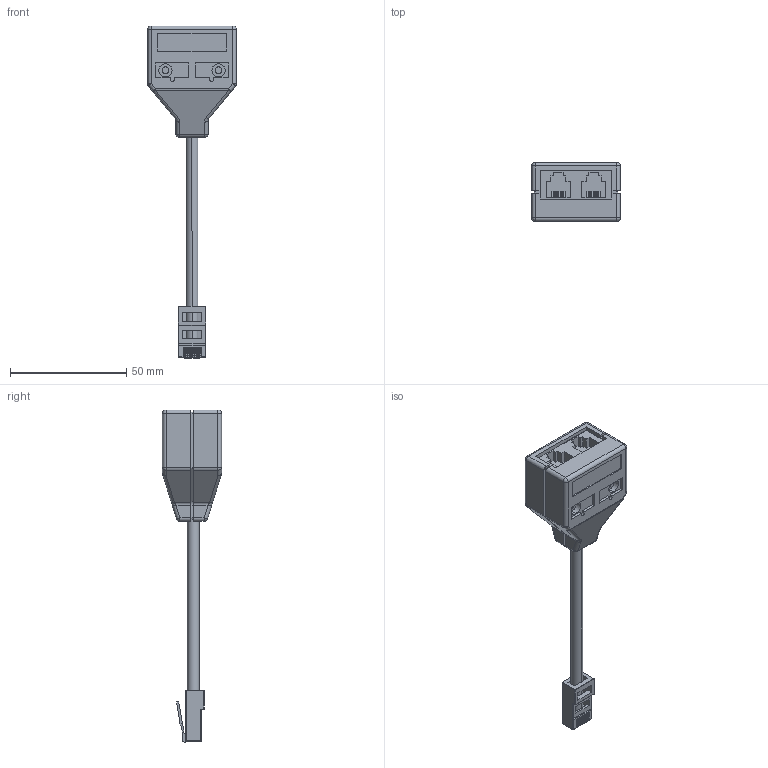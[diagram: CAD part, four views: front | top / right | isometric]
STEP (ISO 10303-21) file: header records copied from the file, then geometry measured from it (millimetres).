
FILE_DESCRIPTION (( 'STEP AP203' ), '1' );
FILE_NAME ('ECS203-1.STEP', '2006-06-23T19:34:01', ( 'lcom' ), ( 'lcom' ), 'SwSTEP 2.0', 'SolidWorks 2006004', '' );
FILE_SCHEMA (( 'CONFIG_CONTROL_DESIGN' ));
Length unit declared in the file: inch
Products named in the file (6): ECS203-1; 3AB08-009; TSP3088R-PROD; TFC2004-PROD_5" long; 3AB10-007; 3AB10-006
Assembly tree (5 placements, depth 2):
  ECS203-1
    TFC2004-PROD_5" long
    TSP3088R-PROD
    3AB10-007
    3AB10-006
    3AB08-009
Bounding box: 38.1 x 25.4 x 142.75 mm (x, y, z)
Volume: 17063.9 mm3; surface area: 18571.7 mm2
Topology: 5 solids, 5 shells, 540 faces, 1401 edges, 888 vertices
Faces by surface type: plane 351, cylinder 114, bspline 47, sphere 26, torus 2
Entity records: 21573 total; most frequent: CARTESIAN_POINT 7972, ORIENTED_EDGE 2758, DIRECTION 2529, EDGE_CURVE 1379, VECTOR 1043, LINE 1043, VERTEX_POINT 888, AXIS2_PLACEMENT_3D 743
